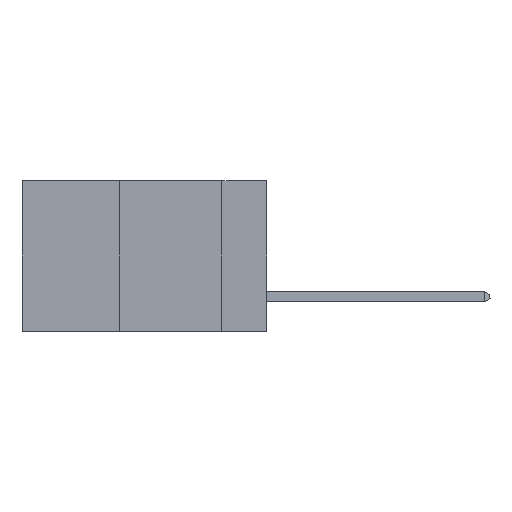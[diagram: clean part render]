
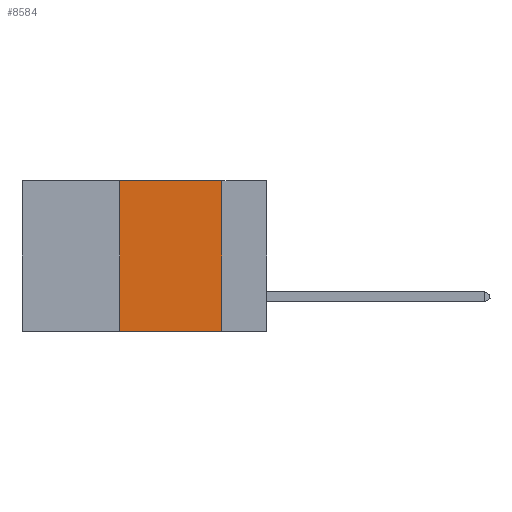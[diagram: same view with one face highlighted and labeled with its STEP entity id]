
A CAD part, left-side view. The second image highlights one B-rep face of the part: STEP entity #8584.
In plain terms, the highlighted planar face has unit normal (-1, 0, 0).
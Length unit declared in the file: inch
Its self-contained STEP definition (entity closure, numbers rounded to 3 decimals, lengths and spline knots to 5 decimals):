
#817 = PLANE ( 'NONE',  #1366 ) ;
#824 = CARTESIAN_POINT ( 'NONE',  ( 0., 0.11, 0. ) ) ;
#1179 = VERTEX_POINT ( 'NONE', #12862 ) ;
#1260 = DIRECTION ( 'NONE',  ( 0., 0., -1. ) ) ;
#1366 = AXIS2_PLACEMENT_3D ( 'NONE', #7124, #8212, #10329 ) ;
#1854 = FACE_OUTER_BOUND ( 'NONE', #2670, .T. ) ;
#1859 = VECTOR ( 'NONE', #3979, 39.37008 ) ;
#2366 = DIRECTION ( 'NONE',  ( 0., -1., 0. ) ) ;
#2670 = EDGE_LOOP ( 'NONE', ( #10063, #9886, #9402, #12784 ) ) ;
#3371 = EDGE_CURVE ( 'NONE', #12963, #6533, #7218, .T. ) ;
#3979 = DIRECTION ( 'NONE',  ( 0., -1., 0. ) ) ;
#4905 = CARTESIAN_POINT ( 'NONE',  ( 0., 0.11, 0. ) ) ;
#5600 = CARTESIAN_POINT ( 'NONE',  ( 0., 0.36, 0. ) ) ;
#5611 = EDGE_CURVE ( 'NONE', #7880, #12963, #9096, .T. ) ;
#6533 = VERTEX_POINT ( 'NONE', #4905 ) ;
#6637 = DIRECTION ( 'NONE',  ( 0., 0., 1. ) ) ;
#7124 = CARTESIAN_POINT ( 'NONE',  ( 0., 0.6, 0. ) ) ;
#7218 = LINE ( 'NONE', #13098, #1859 ) ;
#7374 = CARTESIAN_POINT ( 'NONE',  ( 0., 0.6, -0.37 ) ) ;
#7880 = VERTEX_POINT ( 'NONE', #8280 ) ;
#8041 = EDGE_CURVE ( 'NONE', #7880, #1179, #12248, .T. ) ;
#8212 = DIRECTION ( 'NONE',  ( 1., 0., 0. ) ) ;
#8241 = EDGE_CURVE ( 'NONE', #6533, #1179, #10294, .T. ) ;
#8267 = CARTESIAN_POINT ( 'NONE',  ( 0., 0.36, 0. ) ) ;
#8280 = CARTESIAN_POINT ( 'NONE',  ( 0., 0.36, -0.37 ) ) ;
#8584 = ADVANCED_FACE ( 'NONE', ( #1854 ), #817, .F. ) ;
#9096 = LINE ( 'NONE', #5600, #9430 ) ;
#9402 = ORIENTED_EDGE ( 'NONE', *, *, #5611, .F. ) ;
#9430 = VECTOR ( 'NONE', #6637, 39.37008 ) ;
#9886 = ORIENTED_EDGE ( 'NONE', *, *, #3371, .F. ) ;
#10063 = ORIENTED_EDGE ( 'NONE', *, *, #8241, .F. ) ;
#10294 = LINE ( 'NONE', #824, #11272 ) ;
#10329 = DIRECTION ( 'NONE',  ( 0., 0., -1. ) ) ;
#11272 = VECTOR ( 'NONE', #1260, 39.37008 ) ;
#12248 = LINE ( 'NONE', #7374, #12575 ) ;
#12575 = VECTOR ( 'NONE', #2366, 39.37008 ) ;
#12784 = ORIENTED_EDGE ( 'NONE', *, *, #8041, .T. ) ;
#12862 = CARTESIAN_POINT ( 'NONE',  ( 0., 0.11, -0.37 ) ) ;
#12963 = VERTEX_POINT ( 'NONE', #8267 ) ;
#13098 = CARTESIAN_POINT ( 'NONE',  ( 0., 0.6, 0. ) ) ;
